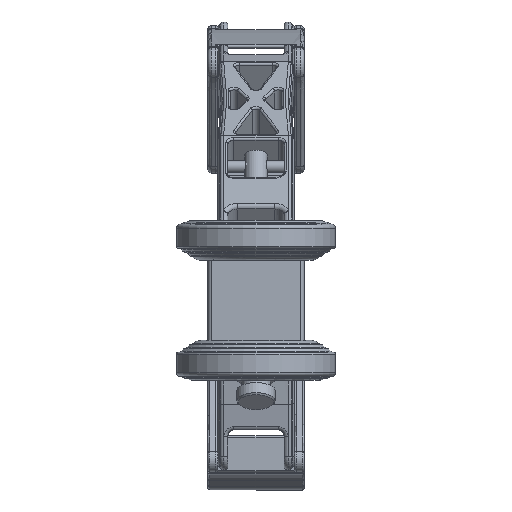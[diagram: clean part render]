
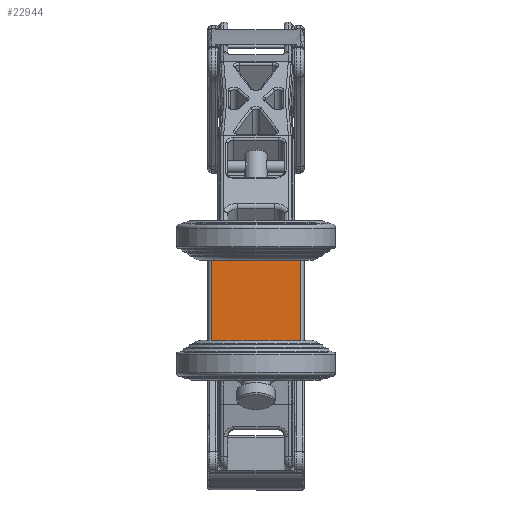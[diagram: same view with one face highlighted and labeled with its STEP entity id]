
A CAD part, front view. The second image highlights one B-rep face of the part: STEP entity #22944.
In plain terms, the highlighted planar face has unit normal (0, -1, 0).
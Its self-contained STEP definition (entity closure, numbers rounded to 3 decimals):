
#1396=PLANE('',#25674);
#2121=LINE('',#48107,#3193);
#2124=LINE('',#48342,#3196);
#2125=LINE('',#48353,#3197);
#2126=LINE('',#48354,#3198);
#3193=VECTOR('',#31480,10.);
#3196=VECTOR('',#31511,10.);
#3197=VECTOR('',#31516,10.);
#3198=VECTOR('',#31517,10.);
#5123=FACE_OUTER_BOUND('',#6734,.T.);
#6734=EDGE_LOOP('',(#18963,#18964,#18965,#18966));
#10375=VERTEX_POINT('',#48099);
#10377=VERTEX_POINT('',#48105);
#10386=VERTEX_POINT('',#48341);
#10388=VERTEX_POINT('',#48352);
#13304=EDGE_CURVE('',#10377,#10375,#2121,.T.);
#13324=EDGE_CURVE('',#10375,#10386,#2124,.T.);
#13327=EDGE_CURVE('',#10388,#10377,#2125,.T.);
#13328=EDGE_CURVE('',#10386,#10388,#2126,.T.);
#18963=ORIENTED_EDGE('',*,*,#13304,.F.);
#18964=ORIENTED_EDGE('',*,*,#13327,.F.);
#18965=ORIENTED_EDGE('',*,*,#13328,.F.);
#18966=ORIENTED_EDGE('',*,*,#13324,.F.);
#22944=ADVANCED_FACE('',(#5123),#1396,.F.);
#25674=AXIS2_PLACEMENT_3D('',#48351,#31514,#31515);
#31480=DIRECTION('',(1.,0.,0.));
#31511=DIRECTION('',(0.,0.,-1.));
#31514=DIRECTION('center_axis',(0.,1.,0.));
#31515=DIRECTION('ref_axis',(0.,0.,1.));
#31516=DIRECTION('',(0.,0.,1.));
#31517=DIRECTION('',(-1.,0.,0.));
#48099=CARTESIAN_POINT('',(110.,93.605,125.));
#48105=CARTESIAN_POINT('',(-110.,93.605,125.));
#48107=CARTESIAN_POINT('',(120.,93.605,125.));
#48341=CARTESIAN_POINT('',(110.,93.605,-125.));
#48342=CARTESIAN_POINT('',(110.,93.605,200.));
#48351=CARTESIAN_POINT('Origin',(120.,93.605,-100.));
#48352=CARTESIAN_POINT('',(-110.,93.605,-125.));
#48353=CARTESIAN_POINT('',(-110.,93.605,200.));
#48354=CARTESIAN_POINT('',(120.,93.605,-125.));
